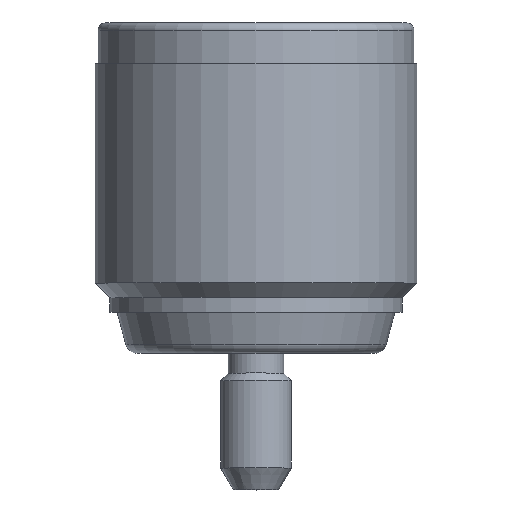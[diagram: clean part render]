
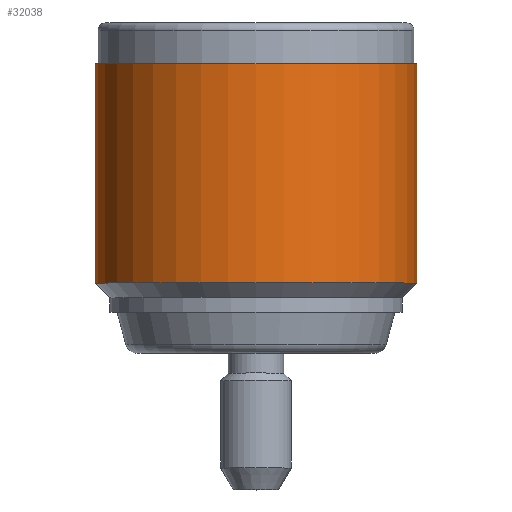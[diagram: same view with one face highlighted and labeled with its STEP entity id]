
A CAD part, top view. The second image highlights one B-rep face of the part: STEP entity #32038.
In plain terms, the highlighted cylindrical face has radius 11 mm (diameter 22 mm), a partial arc.
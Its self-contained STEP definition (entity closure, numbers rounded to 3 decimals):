
#3383=CARTESIAN_POINT('',(0.,1.,0.));
#3384=DIRECTION('',(0.,1.,0.));
#3385=DIRECTION('',(-1.,0.,0.));
#3386=AXIS2_PLACEMENT_3D('',#3383,#3384,#3385);
#3388=CARTESIAN_POINT('',(0.,16.,0.));
#3389=DIRECTION('',(0.,1.,0.));
#3390=DIRECTION('',(-1.,0.,0.));
#3391=AXIS2_PLACEMENT_3D('',#3388,#3389,#3390);
#3393=DIRECTION('',(0.,-1.,0.));
#3394=VECTOR('',#3393,15.);
#3395=CARTESIAN_POINT('',(-11.,16.,0.));
#3396=LINE('',#3395,#3394);
#3397=DIRECTION('',(0.,-1.,0.));
#3398=VECTOR('',#3397,15.);
#3399=CARTESIAN_POINT('',(11.,16.,0.));
#3400=LINE('',#3399,#3398);
#25195=CARTESIAN_POINT('',(-11.,16.,0.));
#25196=CARTESIAN_POINT('',(-11.,1.,0.));
#25197=VERTEX_POINT('',#25195);
#25198=VERTEX_POINT('',#25196);
#25207=CARTESIAN_POINT('',(11.,16.,0.));
#25208=CARTESIAN_POINT('',(11.,1.,0.));
#25209=VERTEX_POINT('',#25207);
#25210=VERTEX_POINT('',#25208);
#32024=CARTESIAN_POINT('',(0.,-0.94,0.));
#32025=DIRECTION('',(0.,1.,0.));
#32026=DIRECTION('',(1.,0.,0.));
#32027=AXIS2_PLACEMENT_3D('',#32024,#32025,#32026);
#32028=CYLINDRICAL_SURFACE('',#32027,11.);
#32030=ORIENTED_EDGE('',*,*,#32029,.F.);
#32032=ORIENTED_EDGE('',*,*,#32031,.T.);
#32034=ORIENTED_EDGE('',*,*,#32033,.T.);
#32035=ORIENTED_EDGE('',*,*,#32017,.F.);
#32036=EDGE_LOOP('',(#32030,#32032,#32034,#32035));
#32037=FACE_OUTER_BOUND('',#32036,.F.);
#32038=ADVANCED_FACE('',(#32037),#32028,.T.);
#3387=CIRCLE('',#3386,11.);
#3392=CIRCLE('',#3391,11.);
#32017=EDGE_CURVE('',#25198,#25210,#3387,.T.);
#32029=EDGE_CURVE('',#25197,#25198,#3396,.T.);
#32031=EDGE_CURVE('',#25197,#25209,#3392,.T.);
#32033=EDGE_CURVE('',#25209,#25210,#3400,.T.);
